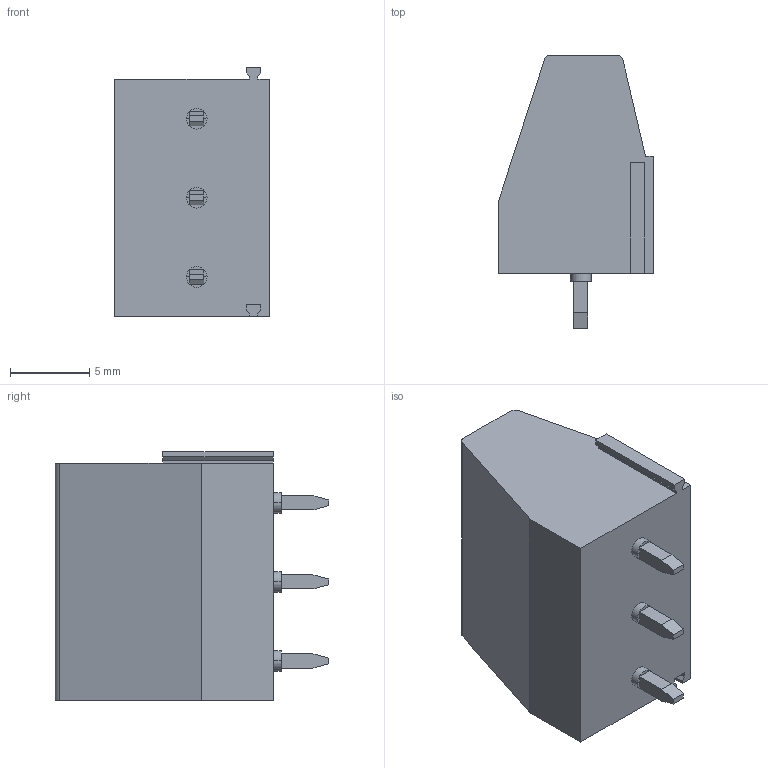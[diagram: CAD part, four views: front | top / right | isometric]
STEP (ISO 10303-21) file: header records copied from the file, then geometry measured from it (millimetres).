
FILE_DESCRIPTION(('STEP AP214'),'1');
FILE_NAME('37753.stp','2020-03-16T17:55:44',('TraceParts'),('TraceParts S.A.'),'Spatial InterOp 3D',' ',' ');
FILE_SCHEMA(('AUTOMOTIVE_DESIGN { 1 0 10303 214 1 1 1 1 }'));
Length unit declared in the file: millimetre
Products named in the file (1): 37753
Bounding box: 9.8 x 17.3 x 15.74 mm (x, y, z)
Volume: 1591.9 mm3; surface area: 1146.3 mm2
Topology: 1 solids, 1 shells, 180 faces, 450 edges, 288 vertices
Faces by surface type: plane 138, cylinder 42
Entity records: 6784 total; most frequent: DIRECTION 926, CARTESIAN_POINT 919, ORIENTED_EDGE 900, EDGE_CURVE 450, LINE 336, VECTOR 336, AXIS2_PLACEMENT_3D 295, VERTEX_POINT 288
